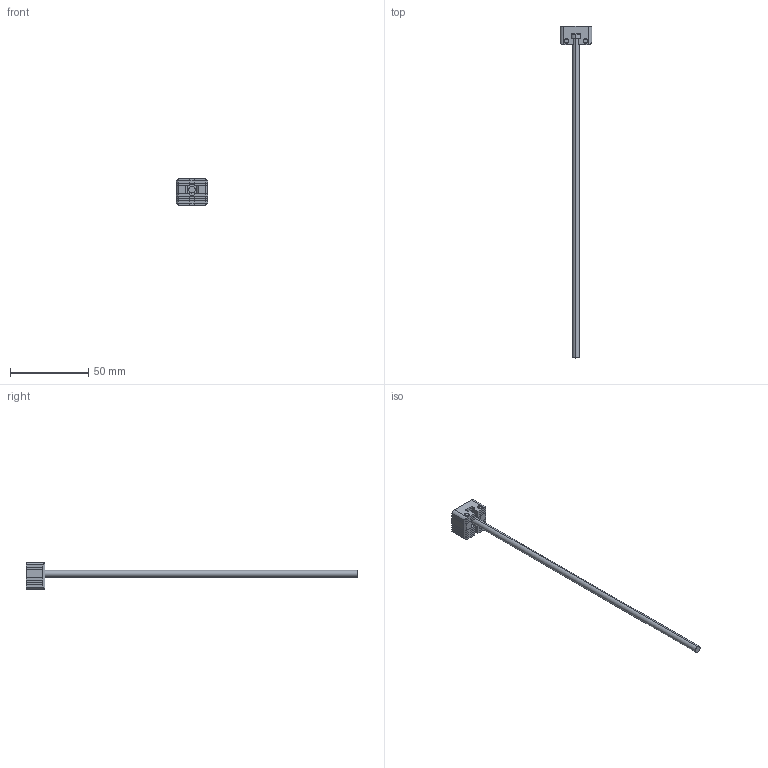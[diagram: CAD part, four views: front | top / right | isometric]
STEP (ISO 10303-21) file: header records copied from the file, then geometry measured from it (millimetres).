
FILE_DESCRIPTION (( 'STEP AP203' ), '1' );
FILE_NAME ('d75e.STEP', '2023-01-11T08:43:18', ( '' ), ( '' ), 'SwSTEP 2.0', 'SolidWorks 2019', '' );
FILE_SCHEMA (( 'CONFIG_CONTROL_DESIGN' ));
Length unit declared in the file: millimetre
Products named in the file (6): Lamela_Radius 98bbbe084ec9f79a4c8a7c275c8aa2fd; Bolt 98bbbe084ec9f79a4c8a7c275c8aa2fd; Lamellar_Gas_Vent_ISGL20C 98bbbe084ec9f79a4c8a7c275c8aa2fd; Pin_20 98bbbe084ec9f79a4c8a7c275c8aa2fd; Lamela 98bbbe084ec9f79a4c8a7c275c8aa2fd; d75e
Assembly tree (10 placements, depth 2):
  d75e
    Lamellar_Gas_Vent_ISGL20C 98bbbe084ec9f79a4c8a7c275c8aa2fd
    Bolt 98bbbe084ec9f79a4c8a7c275c8aa2fd
    Lamela_Radius 98bbbe084ec9f79a4c8a7c275c8aa2fd  x2
    Lamela 98bbbe084ec9f79a4c8a7c275c8aa2fd  x4
    Pin_20 98bbbe084ec9f79a4c8a7c275c8aa2fd  x2
Bounding box: 20 x 212 x 17.04 mm (x, y, z)
Volume: 6462.7 mm3; surface area: 8368.5 mm2
Topology: 12 solids, 12 shells, 246 faces, 651 edges, 430 vertices
Faces by surface type: plane 147, cylinder 87, cone 12
Entity records: 4443 total; most frequent: DIRECTION 661, CARTESIAN_POINT 646, ORIENTED_EDGE 614, EDGE_CURVE 307, AXIS2_PLACEMENT_3D 225, LINE 211, VECTOR 211, VERTEX_POINT 202
